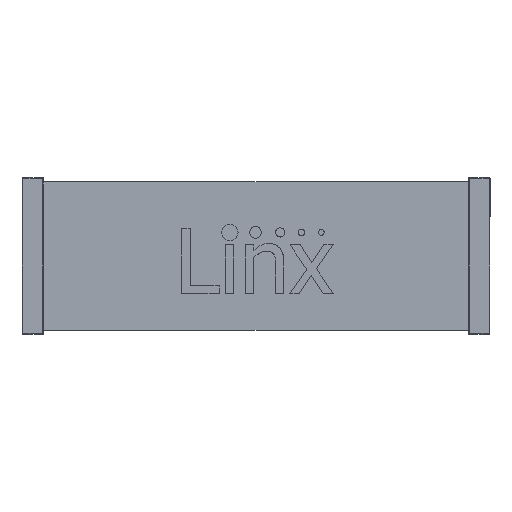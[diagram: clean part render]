
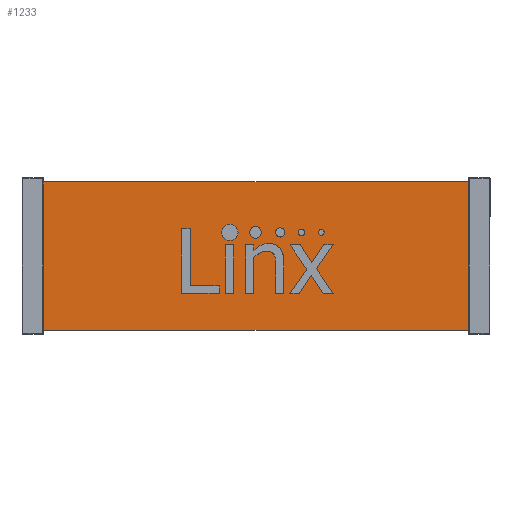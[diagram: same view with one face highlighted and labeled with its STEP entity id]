
A CAD part, top view. The second image highlights one B-rep face of the part: STEP entity #1233.
In plain terms, the highlighted face is planar.
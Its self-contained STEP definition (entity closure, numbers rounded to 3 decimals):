
#119=FACE_OUTER_BOUND('',#203,.T.);
#203=EDGE_LOOP('',(#845,#846,#847,#848));
#283=LINE('',#1887,#417);
#287=LINE('',#1895,#421);
#290=LINE('',#1901,#424);
#293=LINE('',#1906,#427);
#417=VECTOR('',#1528,10.);
#421=VECTOR('',#1534,10.);
#424=VECTOR('',#1539,10.);
#427=VECTOR('',#1544,10.);
#551=VERTEX_POINT('',#1885);
#552=VERTEX_POINT('',#1886);
#555=VERTEX_POINT('',#1894);
#557=VERTEX_POINT('',#1900);
#659=EDGE_CURVE('',#551,#552,#283,.T.);
#663=EDGE_CURVE('',#552,#555,#287,.T.);
#666=EDGE_CURVE('',#555,#557,#290,.T.);
#669=EDGE_CURVE('',#557,#551,#293,.T.);
#845=ORIENTED_EDGE('',*,*,#669,.T.);
#846=ORIENTED_EDGE('',*,*,#659,.T.);
#847=ORIENTED_EDGE('',*,*,#663,.T.);
#848=ORIENTED_EDGE('',*,*,#666,.T.);
#1173=PLANE('',#1415);
#1233=ADVANCED_FACE('',(#119),#1173,.F.);
#1415=AXIS2_PLACEMENT_3D('',#1908,#1546,#1547);
#1528=DIRECTION('',(0.,-1.,0.));
#1534=DIRECTION('',(-1.,0.,0.));
#1539=DIRECTION('',(0.,1.,0.));
#1544=DIRECTION('',(1.,0.,0.));
#1546=DIRECTION('center_axis',(0.,0.,1.));
#1547=DIRECTION('ref_axis',(1.,0.,0.));
#1885=CARTESIAN_POINT('',(3.25,1.05,0.));
#1886=CARTESIAN_POINT('',(3.25,-1.05,0.));
#1887=CARTESIAN_POINT('',(3.25,1.05,0.));
#1894=CARTESIAN_POINT('',(-3.25,-1.05,0.));
#1895=CARTESIAN_POINT('',(3.25,-1.05,0.));
#1900=CARTESIAN_POINT('',(-3.25,1.05,0.));
#1901=CARTESIAN_POINT('',(-3.25,-1.05,0.));
#1906=CARTESIAN_POINT('',(-3.25,1.05,0.));
#1908=CARTESIAN_POINT('Origin',(0.,0.,
0.));
